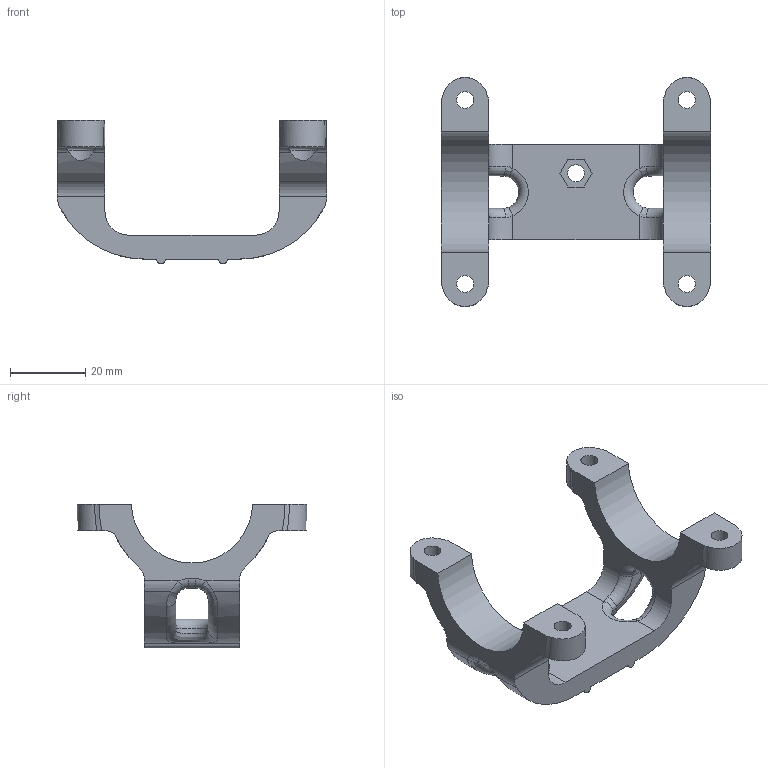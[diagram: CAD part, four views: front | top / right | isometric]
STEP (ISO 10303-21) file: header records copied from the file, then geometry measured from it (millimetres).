
FILE_DESCRIPTION(/* description */ ('STEP AP214'),/* implementation_level */ '2;1');
FILE_NAME(/* name */ '606fceaa250d74118a3c23e9',/* time_stamp */ '2021-04-09T03:48:59+00:00',/* author */ (''),/* organization */ (''),/* preprocessor_version */ 'ST-DEVELOPER v18.1',/* originating_system */ ' ',/* authorisation */ ' ');
FILE_SCHEMA (('AUTOMOTIVE_DESIGN {1 0 10303 214 3 1 1}'));
Length unit declared in the file: metre
Products named in the file (1): Bar Clamp, Main
Bounding box: 71.75 x 61 x 38.23 mm (x, y, z)
Volume: 22205.1 mm3; surface area: 10543.8 mm2
Topology: 1 solids, 1 shells, 138 faces, 380 edges, 241 vertices
Faces by surface type: cylinder 55, plane 35, bspline 26, torus 22
Full cylindrical faces by diameter (mm): 4.5 x5
Entity records: 4796 total; most frequent: CARTESIAN_POINT 1433, ORIENTED_EDGE 744, DIRECTION 652, EDGE_CURVE 372, AXIS2_PLACEMENT_3D 259, VERTEX_POINT 238, EDGE_LOOP 154, FACE_BOUND 154
